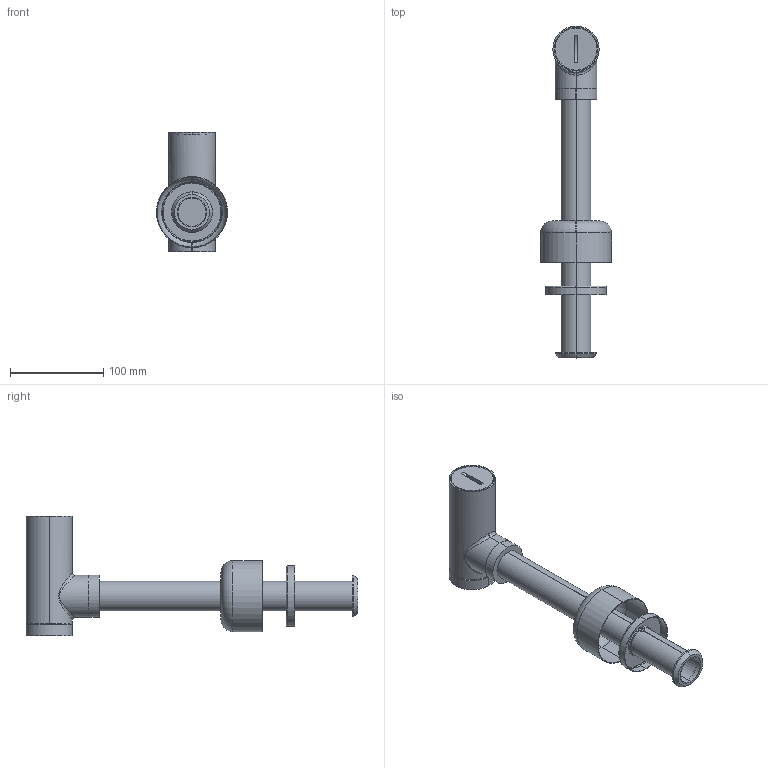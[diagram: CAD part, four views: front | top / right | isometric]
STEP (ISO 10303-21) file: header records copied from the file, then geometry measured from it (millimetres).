
FILE_DESCRIPTION((''),'2;1');
FILE_NAME('3016','2021-06-07T17:46:38',('NSantos'),(''),'CREO PARAMETRIC BY PTC INC, 2018500','CREO PARAMETRIC BY PTC INC, 2018500','');
FILE_SCHEMA(('CONFIG_CONTROL_DESIGN'));
Length unit declared in the file: inch
Products named in the file (1): 3016
Bounding box: 76.2 x 355.78 x 128.52 mm (x, y, z)
Volume: 410762.3 mm3; surface area: 215339.8 mm2
Topology: 2 solids, 15 shells, 227 faces, 544 edges, 358 vertices
Faces by surface type: cylinder 104, plane 72, torus 32, cone 12, bspline 7
Entity records: 7782 total; most frequent: CARTESIAN_POINT 2382, DIRECTION 1189, ORIENTED_EDGE 1032, EDGE_CURVE 544, AXIS2_PLACEMENT_3D 506, VERTEX_POINT 358, CIRCLE 285, EDGE_LOOP 264
